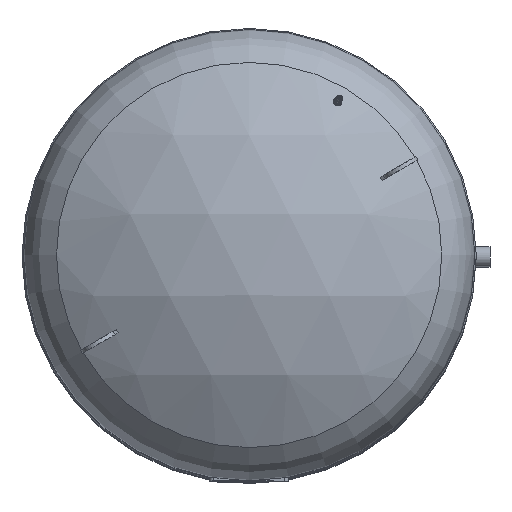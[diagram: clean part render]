
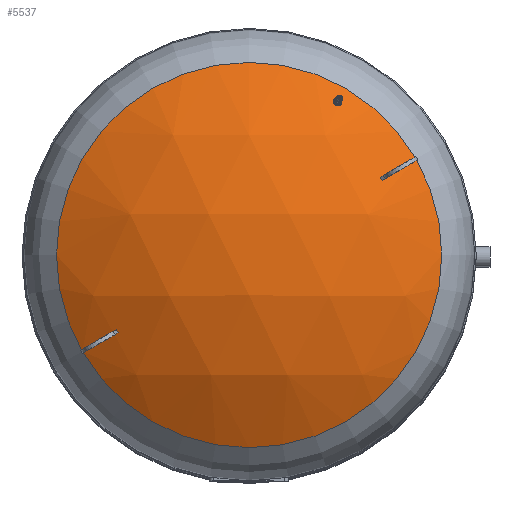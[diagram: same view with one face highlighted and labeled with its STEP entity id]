
A CAD part, top view. The second image highlights one B-rep face of the part: STEP entity #5537.
In plain terms, the highlighted spherical face has radius 594 mm.
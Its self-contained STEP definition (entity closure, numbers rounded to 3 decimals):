
#72=SPHERICAL_SURFACE('',#6159,594.);
#586=FACE_OUTER_BOUND('',#992,.T.);
#992=EDGE_LOOP('',(#4798));
#2199=CIRCLE('',#6160,315.931);
#2701=VERTEX_POINT('',#9481);
#3409=EDGE_CURVE('',#2701,#2701,#2199,.T.);
#4798=ORIENTED_EDGE('',*,*,#3409,.F.);
#5537=ADVANCED_FACE('',(#586),#72,.T.);
#6159=AXIS2_PLACEMENT_3D('',#9480,#7728,#7729);
#6160=AXIS2_PLACEMENT_3D('',#9482,#7730,#7731);
#7728=DIRECTION('center_axis',(0.,-1.,0.));
#7729=DIRECTION('ref_axis',(-1.,0.,0.));
#7730=DIRECTION('center_axis',(0.,0.,
-1.));
#7731=DIRECTION('ref_axis',(1.,0.,0.));
#9480=CARTESIAN_POINT('Origin',(0.,0.,
1409.));
#9481=CARTESIAN_POINT('',(315.931,0.,1912.014));
#9482=CARTESIAN_POINT('Origin',(0.,0.,
1912.014));
